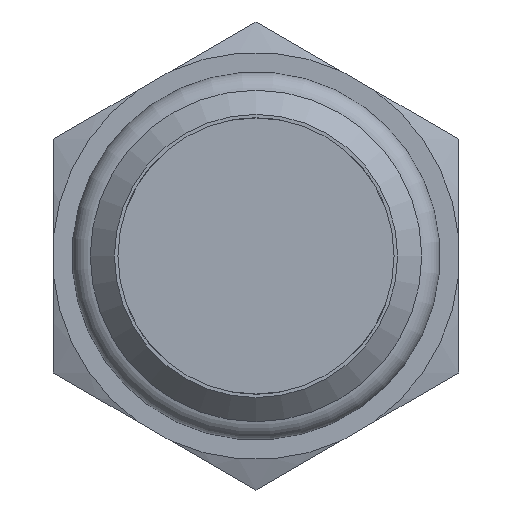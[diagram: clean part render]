
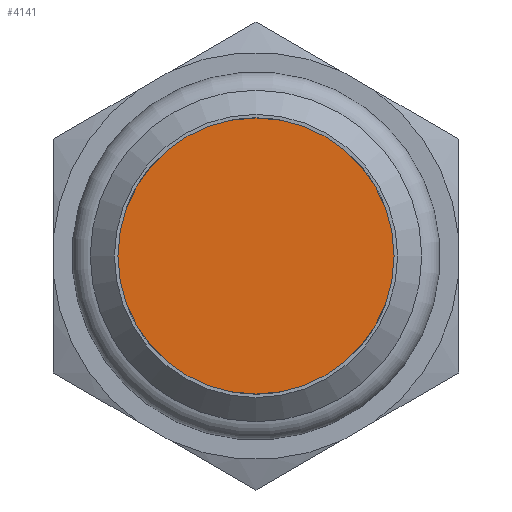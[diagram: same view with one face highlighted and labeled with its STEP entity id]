
A CAD part, left-side view. The second image highlights one B-rep face of the part: STEP entity #4141.
In plain terms, the highlighted planar face has unit normal (-1, 0, 0).
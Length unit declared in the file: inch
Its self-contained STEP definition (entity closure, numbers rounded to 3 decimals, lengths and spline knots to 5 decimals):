
#4121=CARTESIAN_POINT('',(-1.095,0.,0.234));
#4122=VERTEX_POINT('',#4121);
#4123=CARTESIAN_POINT('',(-1.095,0.,0.));
#4124=DIRECTION('',(1.0,0.0,0.0));
#4125=DIRECTION('',(0.0,0.0,-1.0));
#4126=AXIS2_PLACEMENT_3D('',#4123,#4124,#4125);
#4127=CIRCLE('',#4126,0.234);
#4128=EDGE_CURVE('',#4122,#4122,#4127,.T.);
#4133=CARTESIAN_POINT('',(-1.095,0.,0.));
#4134=DIRECTION('',(1.0,0.0,0.0));
#4135=DIRECTION('',(0.0,0.0,-1.0));
#4136=AXIS2_PLACEMENT_3D('',#4133,#4134,#4135);
#4137=PLANE('',#4136);
#4138=ORIENTED_EDGE('',*,*,#4128,.F.);
#4139=EDGE_LOOP('',(#4138));
#4140=FACE_OUTER_BOUND('',#4139,.T.);
#4141=ADVANCED_FACE('',(#4140),#4137,.F.);
